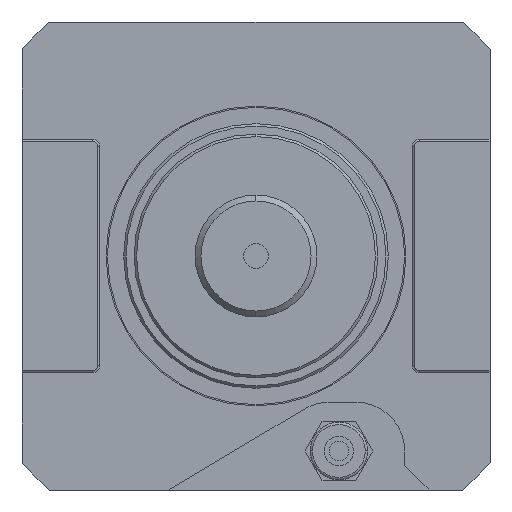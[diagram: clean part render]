
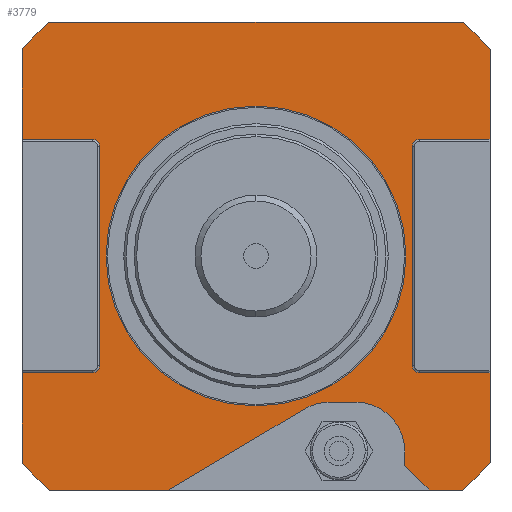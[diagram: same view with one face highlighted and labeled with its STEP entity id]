
A CAD part, left-side view. The second image highlights one B-rep face of the part: STEP entity #3779.
In plain terms, the highlighted planar face has unit normal (-1, 0, 0).
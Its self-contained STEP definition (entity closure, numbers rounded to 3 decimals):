
#469=CARTESIAN_POINT('',(-24.5,0.,0.));
#470=DIRECTION('',(1.,0.,0.));
#471=DIRECTION('',(0.,0.661,-0.75));
#472=AXIS2_PLACEMENT_3D('',#469,#470,#471);
#534=DIRECTION('',(0.,-0.707,-0.707));
#535=VECTOR('',#534,7.071);
#536=CARTESIAN_POINT('',(-24.5,-30.5,-43.));
#537=LINE('',#536,#535);
#538=DIRECTION('',(0.,0.,1.));
#539=VECTOR('',#538,3.);
#540=CARTESIAN_POINT('',(-24.5,-30.5,-43.));
#541=LINE('',#540,#539);
#542=CARTESIAN_POINT('',(-24.5,-20.5,-40.));
#543=DIRECTION('',(-1.,0.,0.));
#544=DIRECTION('',(0.,-1.,0.));
#545=AXIS2_PLACEMENT_3D('',#542,#543,#544);
#547=DIRECTION('',(0.,1.,0.));
#548=VECTOR('',#547,5.5);
#549=CARTESIAN_POINT('',(-24.5,-20.5,-30.));
#550=LINE('',#549,#548);
#551=CARTESIAN_POINT('',(-24.5,-15.,-40.));
#552=DIRECTION('',(-1.,0.,0.));
#553=DIRECTION('',(0.,0.,1.));
#554=AXIS2_PLACEMENT_3D('',#551,#552,#553);
#556=DIRECTION('',(0.,0.859,-0.511));
#557=VECTOR('',#556,32.45);
#558=CARTESIAN_POINT('',(-24.5,-9.886,-31.406));
#559=LINE('',#558,#557);
#560=DIRECTION('',(0.,1.,0.));
#561=VECTOR('',#560,24.332);
#562=CARTESIAN_POINT('',(-24.5,18.,-48.));
#563=LINE('',#562,#561);
#564=DIRECTION('',(0.,0.,1.));
#565=VECTOR('',#564,18.432);
#566=CARTESIAN_POINT('',(-24.5,48.,-42.332));
#567=LINE('',#566,#565);
#568=DIRECTION('',(0.,-1.,0.));
#569=VECTOR('',#568,14.5);
#570=CARTESIAN_POINT('',(-24.5,48.,-23.9));
#571=LINE('',#570,#569);
#572=CARTESIAN_POINT('',(-24.5,33.5,-22.5));
#573=DIRECTION('',(-1.,0.,0.));
#574=DIRECTION('',(0.,0.,-1.));
#575=AXIS2_PLACEMENT_3D('',#572,#573,#574);
#577=DIRECTION('',(0.,0.,1.));
#578=VECTOR('',#577,45.);
#579=CARTESIAN_POINT('',(-24.5,32.1,-22.5));
#580=LINE('',#579,#578);
#581=CARTESIAN_POINT('',(-24.5,33.5,22.5));
#582=DIRECTION('',(-1.,0.,0.));
#583=DIRECTION('',(0.,-1.,0.));
#584=AXIS2_PLACEMENT_3D('',#581,#582,#583);
#586=DIRECTION('',(0.,1.,0.));
#587=VECTOR('',#586,14.5);
#588=CARTESIAN_POINT('',(-24.5,33.5,23.9));
#589=LINE('',#588,#587);
#590=DIRECTION('',(0.,0.,1.));
#591=VECTOR('',#590,18.432);
#592=CARTESIAN_POINT('',(-24.5,48.,23.9));
#593=LINE('',#592,#591);
#594=DIRECTION('',(0.,-1.,0.));
#595=VECTOR('',#594,84.664);
#596=CARTESIAN_POINT('',(-24.5,42.332,48.));
#597=LINE('',#596,#595);
#598=DIRECTION('',(0.,0.,-1.));
#599=VECTOR('',#598,18.432);
#600=CARTESIAN_POINT('',(-24.5,-48.,42.332));
#601=LINE('',#600,#599);
#602=DIRECTION('',(0.,1.,0.));
#603=VECTOR('',#602,14.5);
#604=CARTESIAN_POINT('',(-24.5,-48.,23.9));
#605=LINE('',#604,#603);
#606=CARTESIAN_POINT('',(-24.5,-33.5,22.5));
#607=DIRECTION('',(-1.,0.,0.));
#608=DIRECTION('',(0.,0.,1.));
#609=AXIS2_PLACEMENT_3D('',#606,#607,#608);
#611=DIRECTION('',(0.,0.,-1.));
#612=VECTOR('',#611,45.);
#613=CARTESIAN_POINT('',(-24.5,-32.1,22.5));
#614=LINE('',#613,#612);
#615=CARTESIAN_POINT('',(-24.5,-33.5,-22.5));
#616=DIRECTION('',(-1.,0.,0.));
#617=DIRECTION('',(0.,1.,0.));
#618=AXIS2_PLACEMENT_3D('',#615,#616,#617);
#620=DIRECTION('',(0.,-1.,0.));
#621=VECTOR('',#620,14.5);
#622=CARTESIAN_POINT('',(-24.5,-33.5,-23.9));
#623=LINE('',#622,#621);
#624=DIRECTION('',(0.,0.,-1.));
#625=VECTOR('',#624,18.432);
#626=CARTESIAN_POINT('',(-24.5,-48.,-23.9));
#627=LINE('',#626,#625);
#628=DIRECTION('',(0.,1.,0.));
#629=VECTOR('',#628,6.832);
#630=CARTESIAN_POINT('',(-24.5,-42.332,-48.));
#631=LINE('',#630,#629);
#632=CARTESIAN_POINT('',(-24.5,0.,0.));
#633=DIRECTION('',(1.,0.,0.));
#634=DIRECTION('',(0.,-1.,0.));
#635=AXIS2_PLACEMENT_3D('',#632,#633,#634);
#637=CARTESIAN_POINT('',(-24.5,0.,0.));
#638=DIRECTION('',(-1.,0.,0.));
#639=DIRECTION('',(0.,-1.,0.));
#640=AXIS2_PLACEMENT_3D('',#637,#638,#639);
#692=CARTESIAN_POINT('',(-24.5,0.,0.));
#693=DIRECTION('',(-1.,0.,0.));
#694=DIRECTION('',(0.,0.661,0.75));
#695=AXIS2_PLACEMENT_3D('',#692,#693,#694);
#705=CARTESIAN_POINT('',(-24.5,0.,0.));
#706=DIRECTION('',(-1.,0.,0.));
#707=DIRECTION('',(0.,-0.75,0.661));
#708=AXIS2_PLACEMENT_3D('',#705,#706,#707);
#816=CARTESIAN_POINT('',(-24.5,0.,0.));
#817=DIRECTION('',(1.,0.,0.));
#818=DIRECTION('',(0.,-0.75,-0.661));
#819=AXIS2_PLACEMENT_3D('',#816,#817,#818);
#2618=CARTESIAN_POINT('',(-24.5,-30.75,0.));
#2620=VERTEX_POINT('',#2618);
#2622=CARTESIAN_POINT('',(-24.5,30.75,0.));
#2624=VERTEX_POINT('',#2622);
#2645=CARTESIAN_POINT('',(-24.5,32.1,22.5));
#2646=CARTESIAN_POINT('',(-24.5,33.5,23.9));
#2647=VERTEX_POINT('',#2645);
#2648=VERTEX_POINT('',#2646);
#2653=CARTESIAN_POINT('',(-24.5,32.1,-22.5));
#2654=VERTEX_POINT('',#2653);
#2657=CARTESIAN_POINT('',(-24.5,33.5,-23.9));
#2658=VERTEX_POINT('',#2657);
#2661=CARTESIAN_POINT('',(-24.5,-32.1,-22.5));
#2662=CARTESIAN_POINT('',(-24.5,-33.5,-23.9));
#2663=VERTEX_POINT('',#2661);
#2664=VERTEX_POINT('',#2662);
#2669=CARTESIAN_POINT('',(-24.5,-32.1,22.5));
#2670=VERTEX_POINT('',#2669);
#2673=CARTESIAN_POINT('',(-24.5,-33.5,23.9));
#2674=VERTEX_POINT('',#2673);
#2686=CARTESIAN_POINT('',(-24.5,48.,42.332));
#2688=VERTEX_POINT('',#2686);
#2690=CARTESIAN_POINT('',(-24.5,-42.332,48.));
#2692=VERTEX_POINT('',#2690);
#2694=CARTESIAN_POINT('',(-24.5,42.332,48.));
#2696=VERTEX_POINT('',#2694);
#2698=CARTESIAN_POINT('',(-24.5,-48.,42.332));
#2700=VERTEX_POINT('',#2698);
#2702=CARTESIAN_POINT('',(-24.5,42.332,-48.));
#2704=VERTEX_POINT('',#2702);
#2706=CARTESIAN_POINT('',(-24.5,-42.332,-48.));
#2708=VERTEX_POINT('',#2706);
#2710=CARTESIAN_POINT('',(-24.5,48.,-42.332));
#2712=VERTEX_POINT('',#2710);
#2714=CARTESIAN_POINT('',(-24.5,-48.,-42.332));
#2716=VERTEX_POINT('',#2714);
#2717=CARTESIAN_POINT('',(-24.5,48.,-23.9));
#2718=VERTEX_POINT('',#2717);
#2719=CARTESIAN_POINT('',(-24.5,48.,23.9));
#2720=VERTEX_POINT('',#2719);
#2721=CARTESIAN_POINT('',(-24.5,-48.,23.9));
#2722=VERTEX_POINT('',#2721);
#2723=CARTESIAN_POINT('',(-24.5,-48.,-23.9));
#2724=VERTEX_POINT('',#2723);
#2743=CARTESIAN_POINT('',(-24.5,18.,-48.));
#2744=VERTEX_POINT('',#2743);
#2749=CARTESIAN_POINT('',(-24.5,-30.5,-43.));
#2750=VERTEX_POINT('',#2749);
#2751=CARTESIAN_POINT('',(-24.5,-35.5,-48.));
#2752=VERTEX_POINT('',#2751);
#2755=CARTESIAN_POINT('',(-24.5,-30.5,-40.));
#2756=VERTEX_POINT('',#2755);
#2763=CARTESIAN_POINT('',(-24.5,-20.5,-30.));
#2764=VERTEX_POINT('',#2763);
#2765=CARTESIAN_POINT('',(-24.5,-15.,-30.));
#2766=VERTEX_POINT('',#2765);
#2767=CARTESIAN_POINT('',(-24.5,-9.886,-31.406));
#2768=VERTEX_POINT('',#2767);
#3723=CARTESIAN_POINT('',(-24.5,0.,0.));
#3724=DIRECTION('',(-1.,0.,0.));
#3725=DIRECTION('',(0.,1.,0.));
#3726=AXIS2_PLACEMENT_3D('',#3723,#3724,#3725);
#3727=PLANE('',#3726);
#3728=ORIENTED_EDGE('',*,*,#3531,.F.);
#3729=ORIENTED_EDGE('',*,*,#3547,.T.);
#3730=ORIENTED_EDGE('',*,*,#3560,.T.);
#3731=ORIENTED_EDGE('',*,*,#3574,.T.);
#3732=ORIENTED_EDGE('',*,*,#3588,.T.);
#3733=ORIENTED_EDGE('',*,*,#3602,.T.);
#3734=ORIENTED_EDGE('',*,*,#3616,.T.);
#3735=ORIENTED_EDGE('',*,*,#3631,.T.);
#3736=ORIENTED_EDGE('',*,*,#3645,.T.);
#3738=ORIENTED_EDGE('',*,*,#3737,.T.);
#3740=ORIENTED_EDGE('',*,*,#3739,.T.);
#3742=ORIENTED_EDGE('',*,*,#3741,.T.);
#3744=ORIENTED_EDGE('',*,*,#3743,.T.);
#3745=ORIENTED_EDGE('',*,*,#3715,.T.);
#3746=ORIENTED_EDGE('',*,*,#3651,.T.);
#3748=ORIENTED_EDGE('',*,*,#3747,.F.);
#3750=ORIENTED_EDGE('',*,*,#3749,.T.);
#3752=ORIENTED_EDGE('',*,*,#3751,.F.);
#3754=ORIENTED_EDGE('',*,*,#3753,.T.);
#3756=ORIENTED_EDGE('',*,*,#3755,.T.);
#3758=ORIENTED_EDGE('',*,*,#3757,.T.);
#3760=ORIENTED_EDGE('',*,*,#3759,.T.);
#3762=ORIENTED_EDGE('',*,*,#3761,.T.);
#3764=ORIENTED_EDGE('',*,*,#3763,.T.);
#3766=ORIENTED_EDGE('',*,*,#3765,.T.);
#3768=ORIENTED_EDGE('',*,*,#3767,.T.);
#3770=ORIENTED_EDGE('',*,*,#3769,.T.);
#3771=EDGE_LOOP('',(#3728,#3729,#3730,#3731,#3732,#3733,#3734,#3735,#3736,#3738,
#3740,#3742,#3744,#3745,#3746,#3748,#3750,#3752,#3754,#3756,#3758,#3760,#3762,
#3764,#3766,#3768,#3770));
#3772=FACE_OUTER_BOUND('',#3771,.F.);
#3774=ORIENTED_EDGE('',*,*,#3773,.F.);
#3776=ORIENTED_EDGE('',*,*,#3775,.T.);
#3777=EDGE_LOOP('',(#3774,#3776));
#3778=FACE_BOUND('',#3777,.F.);
#3779=ADVANCED_FACE('',(#3772,#3778),#3727,.T.);
#473=CIRCLE('',#472,64.);
#546=CIRCLE('',#545,10.);
#555=CIRCLE('',#554,10.);
#576=CIRCLE('',#575,1.4);
#585=CIRCLE('',#584,1.4);
#610=CIRCLE('',#609,1.4);
#619=CIRCLE('',#618,1.4);
#636=CIRCLE('',#635,30.75);
#641=CIRCLE('',#640,30.75);
#696=CIRCLE('',#695,64.);
#709=CIRCLE('',#708,64.);
#820=CIRCLE('',#819,64.);
#3531=EDGE_CURVE('',#2750,#2752,#537,.T.);
#3547=EDGE_CURVE('',#2750,#2756,#541,.T.);
#3560=EDGE_CURVE('',#2756,#2764,#546,.T.);
#3574=EDGE_CURVE('',#2764,#2766,#550,.T.);
#3588=EDGE_CURVE('',#2766,#2768,#555,.T.);
#3602=EDGE_CURVE('',#2768,#2744,#559,.T.);
#3616=EDGE_CURVE('',#2744,#2704,#563,.T.);
#3631=EDGE_CURVE('',#2704,#2712,#473,.T.);
#3645=EDGE_CURVE('',#2712,#2718,#567,.T.);
#3651=EDGE_CURVE('',#2720,#2688,#593,.T.);
#3715=EDGE_CURVE('',#2648,#2720,#589,.T.);
#3737=EDGE_CURVE('',#2718,#2658,#571,.T.);
#3739=EDGE_CURVE('',#2658,#2654,#576,.T.);
#3741=EDGE_CURVE('',#2654,#2647,#580,.T.);
#3743=EDGE_CURVE('',#2647,#2648,#585,.T.);
#3747=EDGE_CURVE('',#2696,#2688,#696,.T.);
#3749=EDGE_CURVE('',#2696,#2692,#597,.T.);
#3751=EDGE_CURVE('',#2700,#2692,#709,.T.);
#3753=EDGE_CURVE('',#2700,#2722,#601,.T.);
#3755=EDGE_CURVE('',#2722,#2674,#605,.T.);
#3757=EDGE_CURVE('',#2674,#2670,#610,.T.);
#3759=EDGE_CURVE('',#2670,#2663,#614,.T.);
#3761=EDGE_CURVE('',#2663,#2664,#619,.T.);
#3763=EDGE_CURVE('',#2664,#2724,#623,.T.);
#3765=EDGE_CURVE('',#2724,#2716,#627,.T.);
#3767=EDGE_CURVE('',#2716,#2708,#820,.T.);
#3769=EDGE_CURVE('',#2708,#2752,#631,.T.);
#3773=EDGE_CURVE('',#2620,#2624,#636,.T.);
#3775=EDGE_CURVE('',#2620,#2624,#641,.T.);
